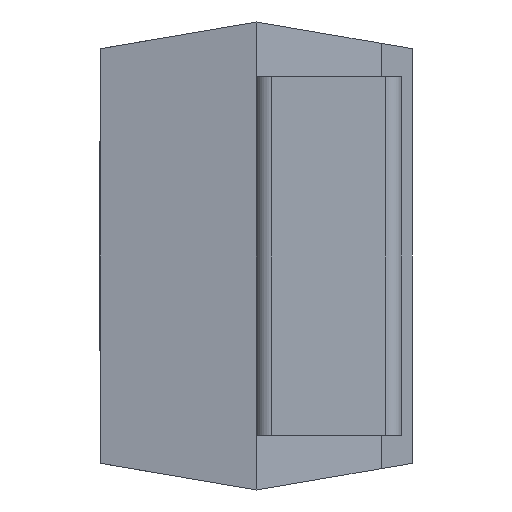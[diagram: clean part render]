
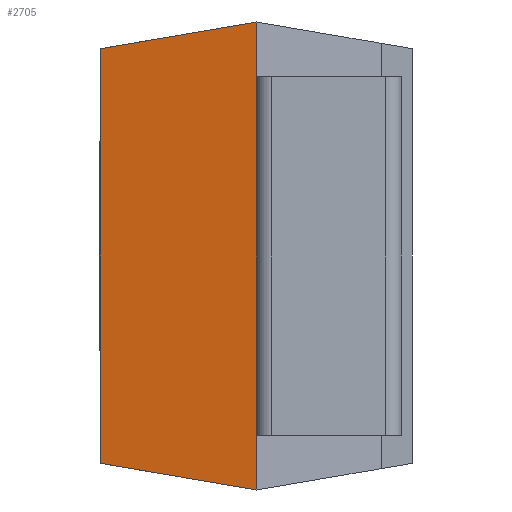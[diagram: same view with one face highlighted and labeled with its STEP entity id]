
A CAD part, left-side view. The second image highlights one B-rep face of the part: STEP entity #2705.
In plain terms, the highlighted planar face has unit normal (-0.986, 0.168, 0).
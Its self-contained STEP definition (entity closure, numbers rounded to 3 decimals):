
#16 = CARTESIAN_POINT ( 'NONE',  ( 0., 1., -3. ) ) ;
#138 = ORIENTED_EDGE ( 'NONE', *, *, #1395, .F. ) ;
#273 = EDGE_CURVE ( 'NONE', #1243, #1644, #3175, .T. ) ;
#485 = CARTESIAN_POINT ( 'NONE',  ( 0., 1., -2.65 ) ) ;
#619 = EDGE_CURVE ( 'NONE', #1292, #1411, #1349, .T. ) ;
#700 = DIRECTION ( 'NONE',  ( -0.166, -0.972, -0.167 ) ) ;
#866 = VECTOR ( 'NONE', #2855, 1000. ) ;
#886 = PLANE ( 'NONE',  #1394 ) ;
#1039 = CARTESIAN_POINT ( 'NONE',  ( 0., 1., -3. ) ) ;
#1243 = VERTEX_POINT ( 'NONE', #485 ) ;
#1286 = CARTESIAN_POINT ( 'NONE',  ( -0.161, 0.055, -3.162 ) ) ;
#1292 = VERTEX_POINT ( 'NONE', #1710 ) ;
#1349 = LINE ( 'NONE', #1286, #3691 ) ;
#1394 = AXIS2_PLACEMENT_3D ( 'NONE', #3579, #3273, #1483 ) ;
#1395 = EDGE_CURVE ( 'NONE', #2530, #1718, #3584, .T. ) ;
#1411 = VERTEX_POINT ( 'NONE', #1939 ) ;
#1420 = CARTESIAN_POINT ( 'NONE',  ( 0., 1., 0. ) ) ;
#1438 = EDGE_CURVE ( 'NONE', #1644, #1718, #1810, .T. ) ;
#1483 = DIRECTION ( 'NONE',  ( -0.168, -0.986, 0. ) ) ;
#1521 = CARTESIAN_POINT ( 'NONE',  ( 0.171, 2., -3. ) ) ;
#1613 = CARTESIAN_POINT ( 'NONE',  ( -0.078, 0.541, 0.079 ) ) ;
#1625 = EDGE_LOOP ( 'NONE', ( #1726, #3515, #2512, #3311, #1937, #138 ) ) ;
#1644 = VERTEX_POINT ( 'NONE', #3208 ) ;
#1710 = CARTESIAN_POINT ( 'NONE',  ( 0.171, 2., -2.829 ) ) ;
#1718 = VERTEX_POINT ( 'NONE', #1420 ) ;
#1726 = ORIENTED_EDGE ( 'NONE', *, *, #3410, .F. ) ;
#1749 = FACE_OUTER_BOUND ( 'NONE', #1625, .T. ) ;
#1763 = VECTOR ( 'NONE', #2507, 1000. ) ;
#1784 = VECTOR ( 'NONE', #2697, 1000. ) ;
#1810 = LINE ( 'NONE', #1039, #2478 ) ;
#1833 = DIRECTION ( 'NONE',  ( 0., 0., 1. ) ) ;
#1937 = ORIENTED_EDGE ( 'NONE', *, *, #1438, .T. ) ;
#1939 = CARTESIAN_POINT ( 'NONE',  ( 0., 1., -3. ) ) ;
#2013 = CARTESIAN_POINT ( 'NONE',  ( 0.171, 2., -0.171 ) ) ;
#2478 = VECTOR ( 'NONE', #2842, 1000. ) ;
#2507 = DIRECTION ( 'NONE',  ( 0., 0., 1. ) ) ;
#2512 = ORIENTED_EDGE ( 'NONE', *, *, #2759, .T. ) ;
#2530 = VERTEX_POINT ( 'NONE', #2013 ) ;
#2606 = VECTOR ( 'NONE', #1833, 1000. ) ;
#2697 = DIRECTION ( 'NONE',  ( 0., 0., 1. ) ) ;
#2705 = ADVANCED_FACE ( 'NONE', ( #1749 ), #886, .T. ) ;
#2759 = EDGE_CURVE ( 'NONE', #1411, #1243, #3381, .T. ) ;
#2842 = DIRECTION ( 'NONE',  ( 0., 0., 1. ) ) ;
#2855 = DIRECTION ( 'NONE',  ( -0.166, -0.972, 0.167 ) ) ;
#3149 = LINE ( 'NONE', #1521, #1784 ) ;
#3175 = LINE ( 'NONE', #3408, #1763 ) ;
#3208 = CARTESIAN_POINT ( 'NONE',  ( 0., 1., -0.35 ) ) ;
#3273 = DIRECTION ( 'NONE',  ( -0.986, 0.168, 0. ) ) ;
#3311 = ORIENTED_EDGE ( 'NONE', *, *, #273, .T. ) ;
#3381 = LINE ( 'NONE', #16, #2606 ) ;
#3408 = CARTESIAN_POINT ( 'NONE',  ( 0., 1., -3. ) ) ;
#3410 = EDGE_CURVE ( 'NONE', #1292, #2530, #3149, .T. ) ;
#3515 = ORIENTED_EDGE ( 'NONE', *, *, #619, .T. ) ;
#3579 = CARTESIAN_POINT ( 'NONE',  ( -0.166, 0.028, -3. ) ) ;
#3584 = LINE ( 'NONE', #1613, #866 ) ;
#3691 = VECTOR ( 'NONE', #700, 1000. ) ;
